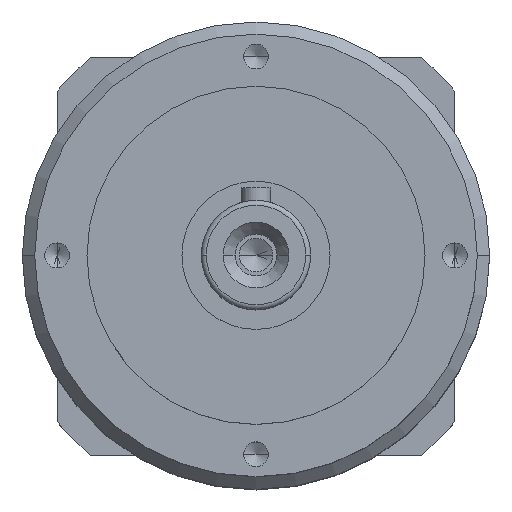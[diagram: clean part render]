
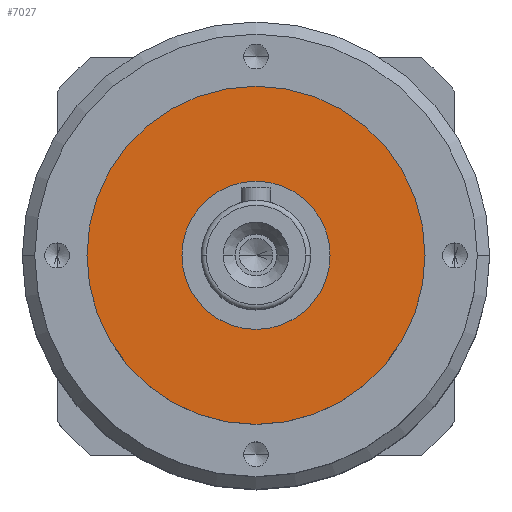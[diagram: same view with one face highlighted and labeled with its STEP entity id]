
A CAD part, top view. The second image highlights one B-rep face of the part: STEP entity #7027.
In plain terms, the highlighted planar face has unit normal (0, 0, 1).
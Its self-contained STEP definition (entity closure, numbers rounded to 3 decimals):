
#75 = DIRECTION ( 'NONE',  ( 0., 0., 1. ) ) ;
#216 = AXIS2_PLACEMENT_3D ( 'NONE', #3863, #75, #4505 ) ;
#270 = CIRCLE ( 'NONE', #216, 14.9 ) ;
#346 = PLANE ( 'NONE',  #8187 ) ;
#806 = CARTESIAN_POINT ( 'NONE',  ( -34., 0., 60. ) ) ;
#997 = DIRECTION ( 'NONE',  ( 1., 0., 0. ) ) ;
#1285 = ORIENTED_EDGE ( 'NONE', *, *, #6445, .T. ) ;
#1763 = EDGE_CURVE ( 'NONE', #3354, #3738, #2069, .T. ) ;
#2069 = CIRCLE ( 'NONE', #4374, 34. ) ;
#2210 = CARTESIAN_POINT ( 'NONE',  ( 0., 0., 60. ) ) ;
#2221 = DIRECTION ( 'NONE',  ( 0., 0., 1. ) ) ;
#2815 = CARTESIAN_POINT ( 'NONE',  ( 14.9, 0., 60. ) ) ;
#2928 = EDGE_LOOP ( 'NONE', ( #1285, #5625 ) ) ;
#3002 = DIRECTION ( 'NONE',  ( 0., 0., 1. ) ) ;
#3169 = CARTESIAN_POINT ( 'NONE',  ( 34., 0., 60. ) ) ;
#3294 = FACE_OUTER_BOUND ( 'NONE', #2928, .T. ) ;
#3354 = VERTEX_POINT ( 'NONE', #3169 ) ;
#3647 = AXIS2_PLACEMENT_3D ( 'NONE', #6905, #3002, #7567 ) ;
#3738 = VERTEX_POINT ( 'NONE', #806 ) ;
#3863 = CARTESIAN_POINT ( 'NONE',  ( 0., 0., 60. ) ) ;
#3935 = DIRECTION ( 'NONE',  ( 1., 0., 0. ) ) ;
#4326 = ORIENTED_EDGE ( 'NONE', *, *, #5334, .F. ) ;
#4374 = AXIS2_PLACEMENT_3D ( 'NONE', #5003, #5159, #3935 ) ;
#4505 = DIRECTION ( 'NONE',  ( 1., 0., 0. ) ) ;
#4680 = EDGE_CURVE ( 'NONE', #5373, #7522, #5773, .T. ) ;
#4798 = DIRECTION ( 'NONE',  ( 0., 0., 1. ) ) ;
#5003 = CARTESIAN_POINT ( 'NONE',  ( 0., 0., 60. ) ) ;
#5159 = DIRECTION ( 'NONE',  ( 0., 0., 1. ) ) ;
#5334 = EDGE_CURVE ( 'NONE', #7522, #5373, #270, .T. ) ;
#5373 = VERTEX_POINT ( 'NONE', #5886 ) ;
#5625 = ORIENTED_EDGE ( 'NONE', *, *, #1763, .T. ) ;
#5673 = CIRCLE ( 'NONE', #7687, 34. ) ;
#5714 = ORIENTED_EDGE ( 'NONE', *, *, #4680, .F. ) ;
#5773 = CIRCLE ( 'NONE', #3647, 14.9 ) ;
#5886 = CARTESIAN_POINT ( 'NONE',  ( -14.9, 0., 60. ) ) ;
#5997 = EDGE_LOOP ( 'NONE', ( #5714, #4326 ) ) ;
#6118 = CARTESIAN_POINT ( 'NONE',  ( 0., 0., 60. ) ) ;
#6353 = FACE_BOUND ( 'NONE', #5997, .T. ) ;
#6445 = EDGE_CURVE ( 'NONE', #3738, #3354, #5673, .T. ) ;
#6750 = DIRECTION ( 'NONE',  ( 1., 0., 0. ) ) ;
#6905 = CARTESIAN_POINT ( 'NONE',  ( 0., 0., 60. ) ) ;
#7027 = ADVANCED_FACE ( 'NONE', ( #6353, #3294 ), #346, .T. ) ;
#7522 = VERTEX_POINT ( 'NONE', #2815 ) ;
#7567 = DIRECTION ( 'NONE',  ( 1., 0., 0. ) ) ;
#7687 = AXIS2_PLACEMENT_3D ( 'NONE', #6118, #2221, #6750 ) ;
#8187 = AXIS2_PLACEMENT_3D ( 'NONE', #2210, #4798, #997 ) ;
